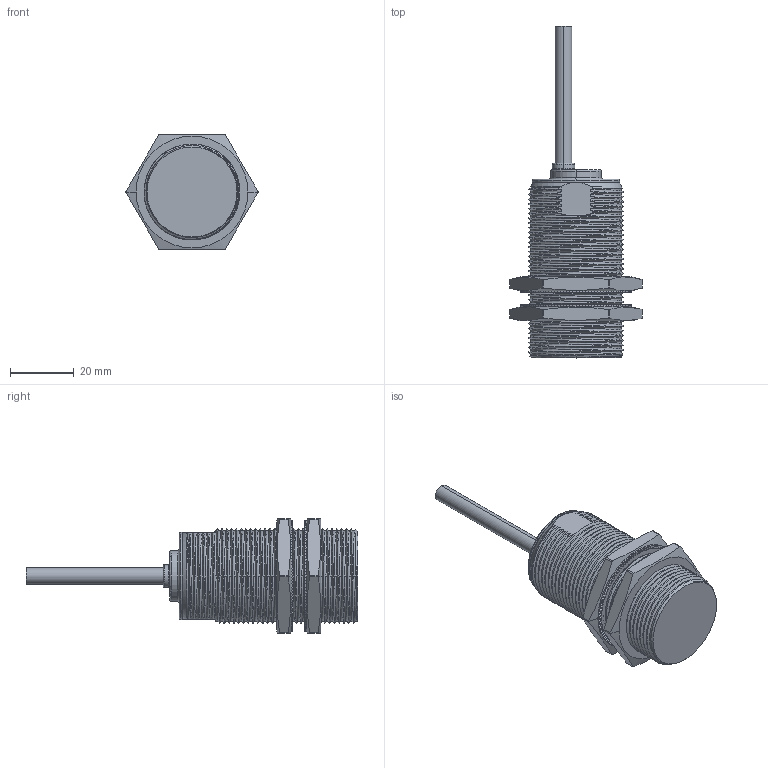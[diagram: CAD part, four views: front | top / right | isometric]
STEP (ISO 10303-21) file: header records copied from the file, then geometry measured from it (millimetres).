
FILE_DESCRIPTION(/* description */ (''),/* implementation_level */ '2;1');
FILE_NAME(/* name */ 'ELCO_Fi15-G30-CA41L.stp',/* time_stamp */ '2025-12-18T09:00:18+08:00',/* author */ (''),/* organization */ (''),/* preprocessor_version */ 'ST-DEVELOPER v16',/* originating_system */ 'SIEMENS PLM Software NX 10.0',/* authorisation */ '');
FILE_SCHEMA (('AUTOMOTIVE_DESIGN { 1 0 10303 214 3 1 1 1 }'));
Length unit declared in the file: millimetre
Products named in the file (1): Admi0CD878D6fx37
Bounding box: 41.41 x 104 x 36 mm (x, y, z)
Volume: 42341 mm3; surface area: 13775.7 mm2
Topology: 3 solids, 3 shells, 869 faces, 2553 edges, 1693 vertices
Faces by surface type: plane 686, cylinder 112, bspline 46, cone 14, torus 11
Entity records: 42758 total; most frequent: CARTESIAN_POINT 21517, ORIENTED_EDGE 5106, DIRECTION 3497, EDGE_CURVE 2553, VERTEX_POINT 1693, AXIS2_PLACEMENT_3D 1344, B_SPLINE_CURVE_WITH_KNOTS 1224, EDGE_LOOP 876
